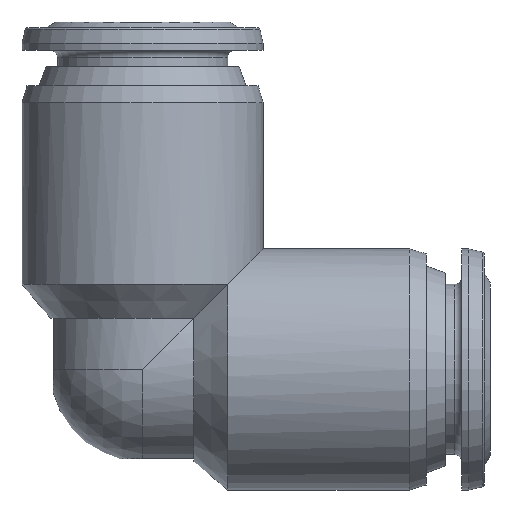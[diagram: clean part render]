
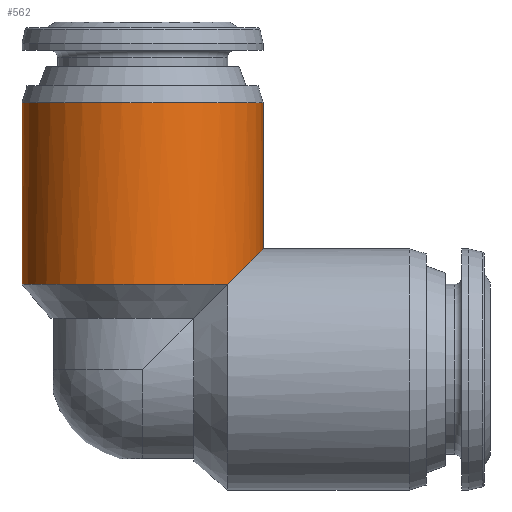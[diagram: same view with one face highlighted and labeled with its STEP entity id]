
A CAD part, left-side view. The second image highlights one B-rep face of the part: STEP entity #562.
In plain terms, the highlighted cylindrical face has radius 8.5 mm (diameter 17 mm), a full revolution.
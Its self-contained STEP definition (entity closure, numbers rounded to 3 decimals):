
#60=ELLIPSE('',#629,12.021,8.5);
#71=CIRCLE('',#619,8.5);
#90=CIRCLE('',#657,8.5);
#176=ORIENTED_EDGE('',*,*,#274,.F.);
#177=ORIENTED_EDGE('',*,*,#253,.T.);
#178=ORIENTED_EDGE('',*,*,#260,.T.);
#253=EDGE_CURVE('',#304,#305,#71,.T.);
#260=EDGE_CURVE('',#305,#304,#60,.F.);
#274=EDGE_CURVE('',#327,#327,#90,.T.);
#304=VERTEX_POINT('',#937);
#305=VERTEX_POINT('',#939);
#327=VERTEX_POINT('',#1017);
#395=EDGE_LOOP('',(#176));
#396=EDGE_LOOP('',(#177,#178));
#479=FACE_BOUND('',#395,.T.);
#480=FACE_BOUND('',#396,.T.);
#534=CYLINDRICAL_SURFACE('',#656,8.5);
#562=ADVANCED_FACE('',(#479,#480),#534,.T.);
#619=AXIS2_PLACEMENT_3D('',#961,#744,#745);
#629=AXIS2_PLACEMENT_3D('',#975,#764,#765);
#656=AXIS2_PLACEMENT_3D('',#1015,#818,#819);
#657=AXIS2_PLACEMENT_3D('',#1016,#820,#821);
#744=DIRECTION('',(0.,0.,1.));
#745=DIRECTION('',(1.,0.,0.));
#764=DIRECTION('',(0.,-0.707,-0.707));
#765=DIRECTION('',(0.,-0.707,0.707));
#818=DIRECTION('',(0.,0.,1.));
#819=DIRECTION('',(1.,0.,0.));
#820=DIRECTION('',(0.,0.,1.));
#821=DIRECTION('',(1.,0.,0.));
#937=CARTESIAN_POINT('',(6.021,18.5,6.));
#939=CARTESIAN_POINT('',(-6.021,18.5,6.));
#961=CARTESIAN_POINT('',(0.,24.5,6.));
#975=CARTESIAN_POINT('',(0.,24.5,0.));
#1015=CARTESIAN_POINT('',(0.,24.5,24.5));
#1016=CARTESIAN_POINT('',(0.,24.5,18.807));
#1017=CARTESIAN_POINT('',(8.5,24.5,18.807));
